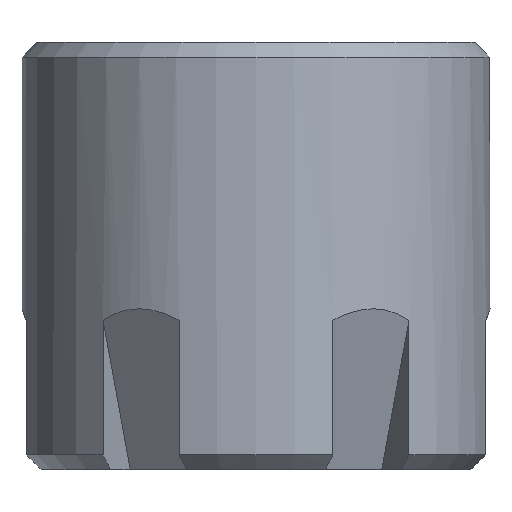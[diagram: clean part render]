
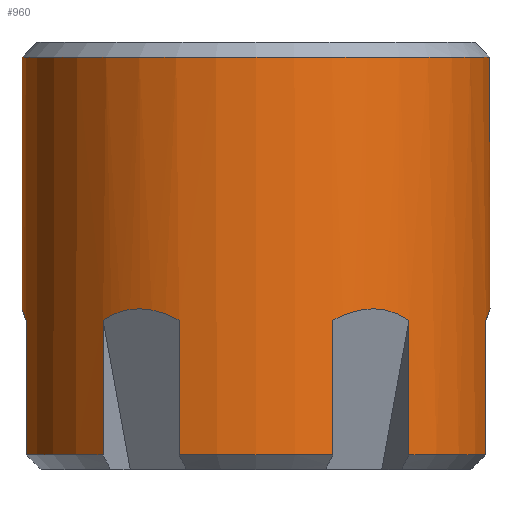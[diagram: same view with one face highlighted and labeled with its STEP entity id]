
A CAD part, left-side view. The second image highlights one B-rep face of the part: STEP entity #960.
In plain terms, the highlighted cylindrical face has radius 8 mm (diameter 16 mm), a full revolution.
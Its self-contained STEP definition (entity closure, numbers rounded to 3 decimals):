
#20=ELLIPSE('',#1035,23.39,8.);
#21=ELLIPSE('',#1037,23.39,8.);
#22=ELLIPSE('',#1038,23.39,8.);
#23=ELLIPSE('',#1039,23.39,8.);
#24=ELLIPSE('',#1041,23.39,8.);
#25=ELLIPSE('',#1043,23.39,8.);
#27=LINE('',#1335,#69);
#30=LINE('',#1344,#72);
#33=LINE('',#1359,#75);
#36=LINE('',#1376,#78);
#39=LINE('',#1389,#81);
#41=LINE('',#1403,#83);
#42=LINE('',#1407,#84);
#43=LINE('',#1412,#85);
#44=LINE('',#1415,#86);
#45=LINE('',#1419,#87);
#46=LINE('',#1423,#88);
#47=LINE('',#1428,#89);
#69=VECTOR('',#1121,1000.);
#72=VECTOR('',#1128,1000.);
#75=VECTOR('',#1143,1000.);
#78=VECTOR('',#1160,1000.);
#81=VECTOR('',#1173,1000.);
#83=VECTOR('',#1187,1000.);
#84=VECTOR('',#1190,1000.);
#85=VECTOR('',#1195,1000.);
#86=VECTOR('',#1198,1000.);
#87=VECTOR('',#1203,1000.);
#88=VECTOR('',#1206,1000.);
#89=VECTOR('',#1211,1000.);
#196=ORIENTED_EDGE('',*,*,#364,.T.);
#197=ORIENTED_EDGE('',*,*,#365,.T.);
#198=ORIENTED_EDGE('',*,*,#366,.T.);
#199=ORIENTED_EDGE('',*,*,#367,.F.);
#200=ORIENTED_EDGE('',*,*,#368,.F.);
#201=ORIENTED_EDGE('',*,*,#369,.T.);
#202=ORIENTED_EDGE('',*,*,#336,.T.);
#203=ORIENTED_EDGE('',*,*,#370,.F.);
#204=ORIENTED_EDGE('',*,*,#371,.F.);
#205=ORIENTED_EDGE('',*,*,#344,.T.);
#206=ORIENTED_EDGE('',*,*,#340,.T.);
#207=ORIENTED_EDGE('',*,*,#372,.F.);
#208=ORIENTED_EDGE('',*,*,#373,.F.);
#209=ORIENTED_EDGE('',*,*,#351,.T.);
#210=ORIENTED_EDGE('',*,*,#347,.T.);
#211=ORIENTED_EDGE('',*,*,#374,.F.);
#212=ORIENTED_EDGE('',*,*,#355,.F.);
#213=ORIENTED_EDGE('',*,*,#375,.T.);
#214=ORIENTED_EDGE('',*,*,#376,.T.);
#215=ORIENTED_EDGE('',*,*,#377,.F.);
#216=ORIENTED_EDGE('',*,*,#378,.F.);
#217=ORIENTED_EDGE('',*,*,#379,.T.);
#218=ORIENTED_EDGE('',*,*,#360,.T.);
#219=ORIENTED_EDGE('',*,*,#380,.F.);
#220=ORIENTED_EDGE('',*,*,#381,.F.);
#336=EDGE_CURVE('',#426,#424,#27,.T.);
#340=EDGE_CURVE('',#430,#428,#30,.T.);
#344=EDGE_CURVE('',#433,#430,#492,.T.);
#347=EDGE_CURVE('',#436,#434,#33,.T.);
#351=EDGE_CURVE('',#439,#436,#496,.T.);
#355=EDGE_CURVE('',#442,#443,#36,.T.);
#360=EDGE_CURVE('',#448,#446,#39,.T.);
#364=EDGE_CURVE('',#451,#451,#503,.T.);
#365=EDGE_CURVE('',#452,#453,#504,.T.);
#366=EDGE_CURVE('',#453,#454,#41,.T.);
#367=EDGE_CURVE('',#455,#454,#20,.T.);
#368=EDGE_CURVE('',#456,#455,#42,.T.);
#369=EDGE_CURVE('',#456,#426,#505,.T.);
#370=EDGE_CURVE('',#457,#424,#21,.T.);
#371=EDGE_CURVE('',#433,#457,#43,.T.);
#372=EDGE_CURVE('',#458,#428,#22,.T.);
#373=EDGE_CURVE('',#439,#458,#44,.T.);
#374=EDGE_CURVE('',#443,#434,#23,.T.);
#375=EDGE_CURVE('',#442,#459,#506,.T.);
#376=EDGE_CURVE('',#459,#460,#45,.T.);
#377=EDGE_CURVE('',#461,#460,#24,.T.);
#378=EDGE_CURVE('',#462,#461,#46,.T.);
#379=EDGE_CURVE('',#462,#448,#507,.T.);
#380=EDGE_CURVE('',#463,#446,#25,.T.);
#381=EDGE_CURVE('',#452,#463,#47,.T.);
#424=VERTEX_POINT('',#1333);
#426=VERTEX_POINT('',#1336);
#428=VERTEX_POINT('',#1342);
#430=VERTEX_POINT('',#1345);
#433=VERTEX_POINT('',#1353);
#434=VERTEX_POINT('',#1357);
#436=VERTEX_POINT('',#1360);
#439=VERTEX_POINT('',#1368);
#442=VERTEX_POINT('',#1375);
#443=VERTEX_POINT('',#1377);
#446=VERTEX_POINT('',#1387);
#448=VERTEX_POINT('',#1390);
#451=VERTEX_POINT('',#1398);
#452=VERTEX_POINT('',#1401);
#453=VERTEX_POINT('',#1402);
#454=VERTEX_POINT('',#1404);
#455=VERTEX_POINT('',#1406);
#456=VERTEX_POINT('',#1408);
#457=VERTEX_POINT('',#1411);
#458=VERTEX_POINT('',#1414);
#459=VERTEX_POINT('',#1418);
#460=VERTEX_POINT('',#1420);
#461=VERTEX_POINT('',#1422);
#462=VERTEX_POINT('',#1424);
#463=VERTEX_POINT('',#1427);
#492=CIRCLE('',#1014,8.);
#496=CIRCLE('',#1020,8.);
#503=CIRCLE('',#1032,8.);
#504=CIRCLE('',#1034,8.);
#505=CIRCLE('',#1036,8.);
#506=CIRCLE('',#1040,8.);
#507=CIRCLE('',#1042,8.);
#548=EDGE_LOOP('',(#196));
#549=EDGE_LOOP('',(#197,#198,#199,#200,#201,#202,#203,#204,#205,#206,#207,
#208,#209,#210,#211,#212,#213,#214,#215,#216,#217,#218,#219,#220));
#608=FACE_BOUND('',#548,.T.);
#609=FACE_BOUND('',#549,.T.);
#643=CYLINDRICAL_SURFACE('',#1033,8.);
#960=ADVANCED_FACE('',(#608,#609),#643,.T.);
#1014=AXIS2_PLACEMENT_3D('',#1352,#1136,#1137);
#1020=AXIS2_PLACEMENT_3D('',#1367,#1151,#1152);
#1032=AXIS2_PLACEMENT_3D('',#1397,#1181,#1182);
#1033=AXIS2_PLACEMENT_3D('',#1399,#1183,#1184);
#1034=AXIS2_PLACEMENT_3D('',#1400,#1185,#1186);
#1035=AXIS2_PLACEMENT_3D('',#1405,#1188,#1189);
#1036=AXIS2_PLACEMENT_3D('',#1409,#1191,#1192);
#1037=AXIS2_PLACEMENT_3D('',#1410,#1193,#1194);
#1038=AXIS2_PLACEMENT_3D('',#1413,#1196,#1197);
#1039=AXIS2_PLACEMENT_3D('',#1416,#1199,#1200);
#1040=AXIS2_PLACEMENT_3D('',#1417,#1201,#1202);
#1041=AXIS2_PLACEMENT_3D('',#1421,#1204,#1205);
#1042=AXIS2_PLACEMENT_3D('',#1425,#1207,#1208);
#1043=AXIS2_PLACEMENT_3D('',#1426,#1209,#1210);
#1121=DIRECTION('',(0.,0.,1.));
#1128=DIRECTION('',(0.,0.,1.));
#1136=DIRECTION('',(0.,0.,1.));
#1137=DIRECTION('',(1.,0.,0.));
#1143=DIRECTION('',(0.,0.,1.));
#1151=DIRECTION('',(0.,0.,1.));
#1152=DIRECTION('',(1.,0.,0.));
#1160=DIRECTION('',(0.,0.,1.));
#1173=DIRECTION('',(0.,0.,1.));
#1181=DIRECTION('',(0.,0.,-1.));
#1182=DIRECTION('',(-1.,0.,0.));
#1183=DIRECTION('',(0.,0.,-1.));
#1184=DIRECTION('',(1.,0.,0.));
#1185=DIRECTION('',(0.,0.,1.));
#1186=DIRECTION('',(1.,0.,0.));
#1187=DIRECTION('',(0.,0.,1.));
#1188=DIRECTION('',(-0.814,0.47,-0.342));
#1189=DIRECTION('',(-0.296,0.171,0.94));
#1190=DIRECTION('',(0.,0.,1.));
#1191=DIRECTION('',(0.,0.,1.));
#1192=DIRECTION('',(1.,0.,0.));
#1193=DIRECTION('',(-0.814,-0.47,-0.342));
#1194=DIRECTION('',(-0.296,-0.171,0.94));
#1195=DIRECTION('',(0.,0.,1.));
#1196=DIRECTION('',(0.,-0.94,-0.342));
#1197=DIRECTION('',(0.,-0.342,0.94));
#1198=DIRECTION('',(0.,0.,1.));
#1199=DIRECTION('',(0.814,-0.47,-0.342));
#1200=DIRECTION('',(0.296,-0.171,0.94));
#1201=DIRECTION('',(0.,0.,1.));
#1202=DIRECTION('',(1.,0.,0.));
#1203=DIRECTION('',(0.,0.,1.));
#1204=DIRECTION('',(0.814,0.47,-0.342));
#1205=DIRECTION('',(0.296,0.171,0.94));
#1206=DIRECTION('',(0.,0.,1.));
#1207=DIRECTION('',(0.,0.,1.));
#1208=DIRECTION('',(1.,0.,0.));
#1209=DIRECTION('',(0.,0.94,-0.342));
#1210=DIRECTION('',(0.,0.342,0.94));
#1211=DIRECTION('',(0.,0.,1.));
#1333=CARTESIAN_POINT('',(-7.555,-2.63,5.105));
#1335=CARTESIAN_POINT('',(-7.555,-2.63,14.6));
#1336=CARTESIAN_POINT('',(-7.555,-2.63,0.5));
#1342=CARTESIAN_POINT('',(-1.5,-7.858,5.105));
#1344=CARTESIAN_POINT('',(-1.5,-7.858,14.6));
#1345=CARTESIAN_POINT('',(-1.5,-7.858,0.5));
#1352=CARTESIAN_POINT('',(0.,0.,0.5));
#1353=CARTESIAN_POINT('',(-6.055,-5.228,0.5));
#1357=CARTESIAN_POINT('',(6.055,-5.228,5.105));
#1359=CARTESIAN_POINT('',(6.055,-5.228,14.6));
#1360=CARTESIAN_POINT('',(6.055,-5.228,0.5));
#1367=CARTESIAN_POINT('',(0.,0.,0.5));
#1368=CARTESIAN_POINT('',(1.5,-7.858,0.5));
#1375=CARTESIAN_POINT('',(7.555,-2.63,0.5));
#1376=CARTESIAN_POINT('',(7.555,-2.63,14.6));
#1377=CARTESIAN_POINT('',(7.555,-2.63,5.105));
#1387=CARTESIAN_POINT('',(1.5,7.858,5.105));
#1389=CARTESIAN_POINT('',(1.5,7.858,14.6));
#1390=CARTESIAN_POINT('',(1.5,7.858,0.5));
#1397=CARTESIAN_POINT('',(0.,0.,14.1));
#1398=CARTESIAN_POINT('',(-8.,0.,14.1));
#1399=CARTESIAN_POINT('',(0.,0.,14.6));
#1400=CARTESIAN_POINT('',(0.,0.,0.5));
#1401=CARTESIAN_POINT('',(-1.5,7.858,0.5));
#1402=CARTESIAN_POINT('',(-6.055,5.228,0.5));
#1403=CARTESIAN_POINT('',(-6.055,5.228,14.6));
#1404=CARTESIAN_POINT('',(-6.055,5.228,5.105));
#1405=CARTESIAN_POINT('',(0.,0.,-16.485));
#1406=CARTESIAN_POINT('',(-7.555,2.63,5.105));
#1407=CARTESIAN_POINT('',(-7.555,2.63,14.6));
#1408=CARTESIAN_POINT('',(-7.555,2.63,0.5));
#1409=CARTESIAN_POINT('',(0.,0.,0.5));
#1410=CARTESIAN_POINT('',(0.,0.,-16.485));
#1411=CARTESIAN_POINT('',(-6.055,-5.228,5.105));
#1412=CARTESIAN_POINT('',(-6.055,-5.228,14.6));
#1413=CARTESIAN_POINT('',(0.,0.,-16.485));
#1414=CARTESIAN_POINT('',(1.5,-7.858,5.105));
#1415=CARTESIAN_POINT('',(1.5,-7.858,14.6));
#1416=CARTESIAN_POINT('',(0.,0.,-16.485));
#1417=CARTESIAN_POINT('',(0.,0.,0.5));
#1418=CARTESIAN_POINT('',(7.555,2.63,0.5));
#1419=CARTESIAN_POINT('',(7.555,2.63,14.6));
#1420=CARTESIAN_POINT('',(7.555,2.63,5.105));
#1421=CARTESIAN_POINT('',(0.,0.,-16.485));
#1422=CARTESIAN_POINT('',(6.055,5.228,5.105));
#1423=CARTESIAN_POINT('',(6.055,5.228,14.6));
#1424=CARTESIAN_POINT('',(6.055,5.228,0.5));
#1425=CARTESIAN_POINT('',(0.,0.,0.5));
#1426=CARTESIAN_POINT('',(0.,0.,-16.485));
#1427=CARTESIAN_POINT('',(-1.5,7.858,5.105));
#1428=CARTESIAN_POINT('',(-1.5,7.858,14.6));
